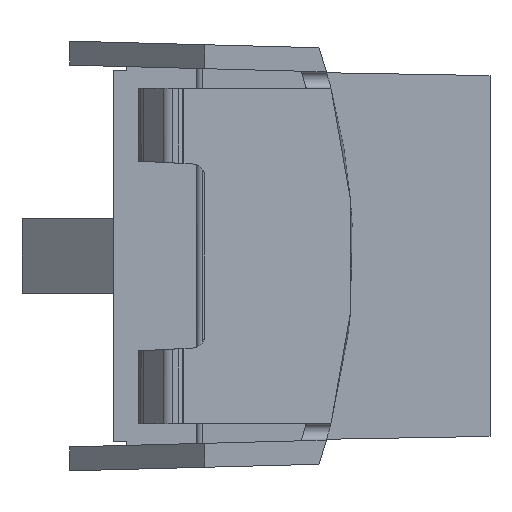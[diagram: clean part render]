
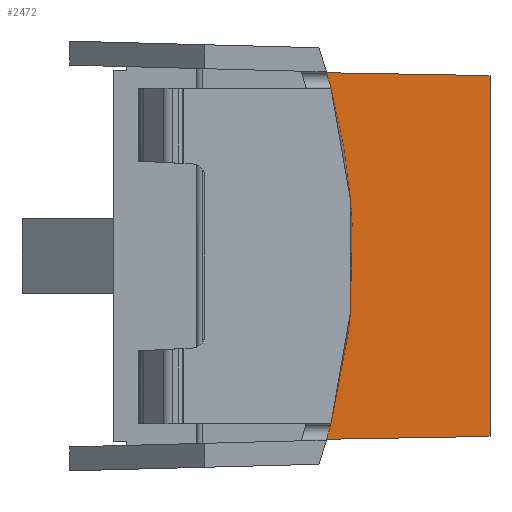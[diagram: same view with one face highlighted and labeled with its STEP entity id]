
A CAD part, front view. The second image highlights one B-rep face of the part: STEP entity #2472.
In plain terms, the highlighted planar face has unit normal (0.018, -1, 0).
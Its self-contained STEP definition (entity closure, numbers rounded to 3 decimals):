
#18=ELLIPSE($,#2626,15.002,15.);
#182=FACE_OUTER_BOUND($,#320,.T.);
#320=EDGE_LOOP($,(#1868,#1869,#1870,#1871));
#566=LINE($,#3783,#830);
#575=LINE($,#3845,#839);
#576=LINE($,#3847,#840);
#830=VECTOR($,#3036,3.754);
#839=VECTOR($,#3057,8.288);
#840=VECTOR($,#3060,3.754);
#1074=VERTEX_POINT($,#3780);
#1075=VERTEX_POINT($,#3782);
#1076=VERTEX_POINT($,#3786);
#1086=VERTEX_POINT($,#3843);
#1366=EDGE_CURVE($,#1074,#1075,#566,.T.);
#1368=EDGE_CURVE($,#1075,#1076,#18,.T.);
#1381=EDGE_CURVE($,#1086,#1074,#575,.T.);
#1382=EDGE_CURVE($,#1086,#1076,#576,.T.);
#1868=ORIENTED_EDGE($,*,*,#1368,.F.);
#1869=ORIENTED_EDGE($,*,*,#1366,.F.);
#1870=ORIENTED_EDGE($,*,*,#1381,.F.);
#1871=ORIENTED_EDGE($,*,*,#1382,.T.);
#2371=PLANE($,#2631);
#2472=ADVANCED_FACE($,(#182),#2371,.T.);
#2626=AXIS2_PLACEMENT_3D($,#3787,#3040,#3041);
#2631=AXIS2_PLACEMENT_3D($,#3846,#3058,#3059);
#3036=DIRECTION($,(-1.,-0.017,-0.017));
#3040=DIRECTION('center_axis',(0.017,-1.,0.));
#3041=DIRECTION('ref_axis',(1.,0.017,0.));
#3057=DIRECTION($,(0.,0.,-1.));
#3058=DIRECTION('center_axis',(0.017,-1.,0.));
#3059=DIRECTION('ref_axis',(0.,0.,1.));
#3060=DIRECTION($,(-1.,-0.017,0.017));
#3780=CARTESIAN_POINT('',(3.15,21.162,-4.144));
#3782=CARTESIAN_POINT('',(-0.603,21.096,-4.21));
#3783=CARTESIAN_POINT($,(3.222,21.163,-4.143));
#3786=CARTESIAN_POINT('',(-0.603,21.096,4.21));
#3787=CARTESIAN_POINT('Origin',(-15.,20.845,0.));
#3843=CARTESIAN_POINT('',(3.15,21.162,4.144));
#3845=CARTESIAN_POINT($,(3.15,21.162,4.144));
#3846=CARTESIAN_POINT('Origin',(3.15,21.162,4.144));
#3847=CARTESIAN_POINT($,(3.206,21.163,4.143));
